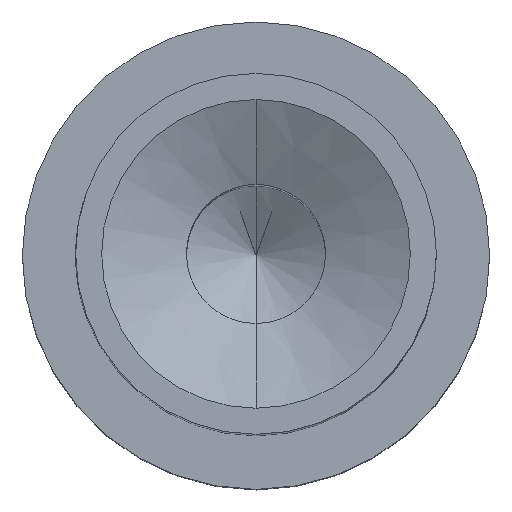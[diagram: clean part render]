
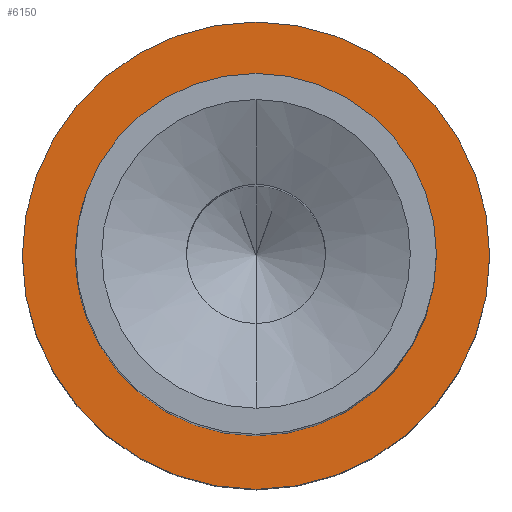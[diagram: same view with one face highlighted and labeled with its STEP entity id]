
A CAD part, top view. The second image highlights one B-rep face of the part: STEP entity #6150.
In plain terms, the highlighted face is planar.
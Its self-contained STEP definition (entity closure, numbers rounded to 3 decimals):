
#5600=CARTESIAN_POINT('',(-4.8,-0.725,
0.));
#5610=VERTEX_POINT('',#5600);
#5690=CARTESIAN_POINT('',(-4.8,0.725,
0.));
#5700=VERTEX_POINT('',#5690);
#5730=CARTESIAN_POINT('',(-4.8,0.,
0.));
#5740=DIRECTION('',(1.,0.,0.));
#5750=DIRECTION('',(0.,0.,-1.));
#5760=AXIS2_PLACEMENT_3D('',#5730,#5740,#5750);
#5770=CIRCLE('',#5760,0.725);
#5780=EDGE_CURVE('',#5610,#5700,#5770,.T.);
#5900=CARTESIAN_POINT('',(-4.8,0.,0.));
#5910=DIRECTION('',(1.,0.,0.));
#5920=DIRECTION('',(0.,-1.,0.));
#5930=AXIS2_PLACEMENT_3D('',#5900,#5910,#5920);
#5940=PLANE('',#5930);
#5950=CARTESIAN_POINT('',(-4.8,0.,
0.));
#5960=DIRECTION('',(1.,0.,0.));
#5970=DIRECTION('',(0.,-1.,0.));
#5980=AXIS2_PLACEMENT_3D('',#5950,#5960,#5970);
#5990=CIRCLE('',#5980,1.075);
#6000=CARTESIAN_POINT('',(-4.8,1.075,0.));
#6010=VERTEX_POINT('',#6000);
#6020=CARTESIAN_POINT('',(-4.8,-1.075,
0.));
#6030=VERTEX_POINT('',#6020);
#6040=EDGE_CURVE('',#6010,#6030,#5990,.T.);
#6050=ORIENTED_EDGE('',*,*,#6040,.T.);
#6060=EDGE_CURVE('',#6030,#6010,#5990,.T.);
#6070=ORIENTED_EDGE('',*,*,#6060,.T.);
#6080=EDGE_LOOP('',(#6070,#6050));
#6090=FACE_OUTER_BOUND('',#6080,.T.);
#6100=EDGE_CURVE('',#5700,#5610,#5770,.T.);
#6110=ORIENTED_EDGE('',*,*,#6100,.F.);
#6120=ORIENTED_EDGE('',*,*,#5780,.F.);
#6130=EDGE_LOOP('',(#6120,#6110));
#6140=FACE_BOUND('',#6130,.T.);
#6150=ADVANCED_FACE('',(#6090,#6140),#5940,.T.);
